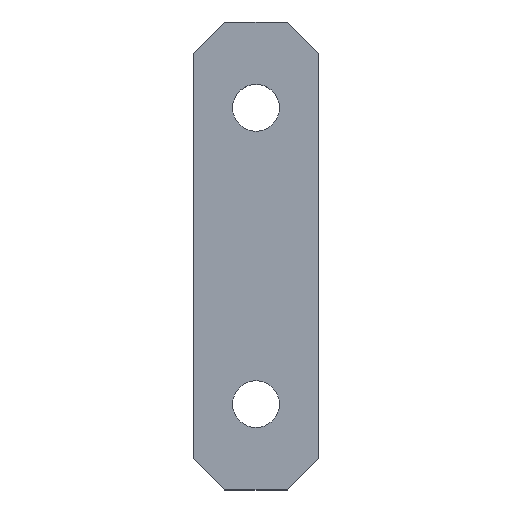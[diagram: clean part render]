
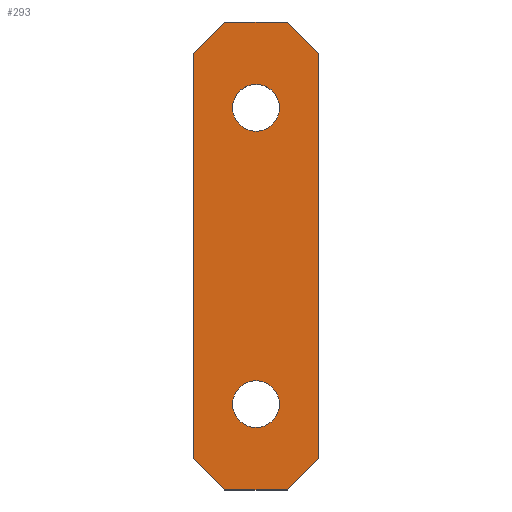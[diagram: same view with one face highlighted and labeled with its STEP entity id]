
A CAD part, top view. The second image highlights one B-rep face of the part: STEP entity #293.
In plain terms, the highlighted planar face has unit normal (0, 0, 1).
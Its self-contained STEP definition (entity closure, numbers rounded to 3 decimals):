
#18=FACE_BOUND($,#53,.T.);
#19=FACE_BOUND($,#54,.T.);
#25=CIRCLE($,#313,1.5);
#26=CIRCLE($,#314,1.5);
#37=FACE_OUTER_BOUND($,#52,.T.);
#52=EDGE_LOOP($,(#208,#209,#210,#211,#212,#213,#214,#215));
#53=EDGE_LOOP($,(#216));
#54=EDGE_LOOP($,(#217));
#74=LINE($,#428,#104);
#76=LINE($,#432,#106);
#79=LINE($,#438,#109);
#80=LINE($,#440,#110);
#81=LINE($,#442,#111);
#82=LINE($,#444,#112);
#83=LINE($,#446,#113);
#84=LINE($,#447,#114);
#104=VECTOR($,#342,2.828);
#106=VECTOR($,#346,4.);
#109=VECTOR($,#351,26.);
#110=VECTOR($,#352,2.828);
#111=VECTOR($,#353,4.);
#112=VECTOR($,#354,2.828);
#113=VECTOR($,#355,26.);
#114=VECTOR($,#356,2.828);
#134=VERTEX_POINT($,#425);
#135=VERTEX_POINT($,#427);
#136=VERTEX_POINT($,#431);
#138=VERTEX_POINT($,#437);
#139=VERTEX_POINT($,#439);
#140=VERTEX_POINT($,#441);
#141=VERTEX_POINT($,#443);
#142=VERTEX_POINT($,#445);
#143=VERTEX_POINT($,#448);
#144=VERTEX_POINT($,#450);
#162=EDGE_CURVE($,#134,#135,#74,.T.);
#164=EDGE_CURVE($,#135,#136,#76,.T.);
#167=EDGE_CURVE($,#138,#134,#79,.T.);
#168=EDGE_CURVE($,#139,#138,#80,.T.);
#169=EDGE_CURVE($,#139,#140,#81,.T.);
#170=EDGE_CURVE($,#141,#140,#82,.T.);
#171=EDGE_CURVE($,#142,#141,#83,.T.);
#172=EDGE_CURVE($,#136,#142,#84,.T.);
#173=EDGE_CURVE($,#143,#143,#25,.T.);
#174=EDGE_CURVE($,#144,#144,#26,.T.);
#208=ORIENTED_EDGE($,*,*,#162,.F.);
#209=ORIENTED_EDGE($,*,*,#167,.F.);
#210=ORIENTED_EDGE($,*,*,#168,.F.);
#211=ORIENTED_EDGE($,*,*,#169,.T.);
#212=ORIENTED_EDGE($,*,*,#170,.F.);
#213=ORIENTED_EDGE($,*,*,#171,.F.);
#214=ORIENTED_EDGE($,*,*,#172,.F.);
#215=ORIENTED_EDGE($,*,*,#164,.F.);
#216=ORIENTED_EDGE($,*,*,#173,.T.);
#217=ORIENTED_EDGE($,*,*,#174,.T.);
#282=PLANE($,#312);
#293=ADVANCED_FACE($,(#37,#18,#19),#282,.T.);
#312=AXIS2_PLACEMENT_3D($,#436,#349,#350);
#313=AXIS2_PLACEMENT_3D($,#449,#357,#358);
#314=AXIS2_PLACEMENT_3D($,#451,#359,#360);
#342=DIRECTION($,(0.707,0.707,0.));
#346=DIRECTION($,(1.,0.,0.));
#349=DIRECTION('center_axis',(0.,0.,1.));
#350=DIRECTION('ref_axis',(0.,-1.,0.));
#351=DIRECTION($,(0.,1.,0.));
#352=DIRECTION($,(-0.707,0.707,0.));
#353=DIRECTION($,(1.,0.,0.));
#354=DIRECTION($,(-0.707,-0.707,0.));
#355=DIRECTION($,(0.,-1.,0.));
#356=DIRECTION($,(0.707,-0.707,0.));
#357=DIRECTION('center_axis',(0.,0.,-1.));
#358=DIRECTION('ref_axis',(-1.,0.,0.));
#359=DIRECTION('center_axis',(0.,0.,-1.));
#360=DIRECTION('ref_axis',(-1.,0.,0.));
#425=CARTESIAN_POINT('',(0.,13.,3.));
#427=CARTESIAN_POINT('',(2.,15.,3.));
#428=CARTESIAN_POINT($,(1.,14.,3.));
#431=CARTESIAN_POINT('',(6.,15.,3.));
#432=CARTESIAN_POINT($,(0.,15.,3.));
#436=CARTESIAN_POINT('Origin',(0.,15.,3.));
#437=CARTESIAN_POINT('',(0.,-13.,3.));
#438=CARTESIAN_POINT($,(0.,-15.,3.));
#439=CARTESIAN_POINT('',(2.,-15.,3.));
#440=CARTESIAN_POINT($,(-6.5,-6.5,3.));
#441=CARTESIAN_POINT('',(6.,-15.,3.));
#442=CARTESIAN_POINT($,(0.,-15.,3.));
#443=CARTESIAN_POINT('',(8.,-13.,3.));
#444=CARTESIAN_POINT($,(12.5,-8.5,3.));
#445=CARTESIAN_POINT('',(8.,13.,3.));
#446=CARTESIAN_POINT($,(8.,-15.,3.));
#447=CARTESIAN_POINT($,(5.,16.,3.));
#448=CARTESIAN_POINT('',(5.5,9.5,3.));
#449=CARTESIAN_POINT('Origin',(4.,9.5,3.));
#450=CARTESIAN_POINT('',(5.5,-9.5,3.));
#451=CARTESIAN_POINT('Origin',(4.,-9.5,3.));
